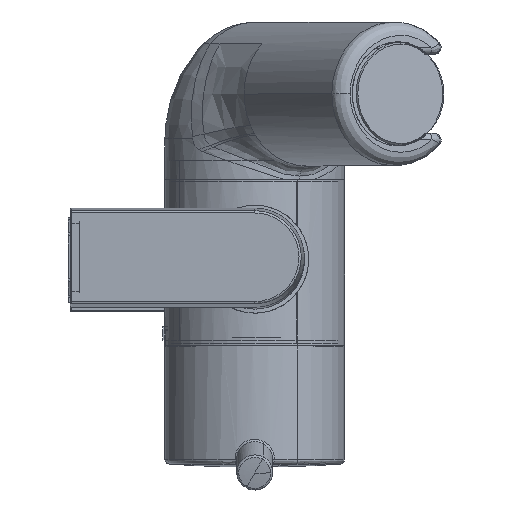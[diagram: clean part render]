
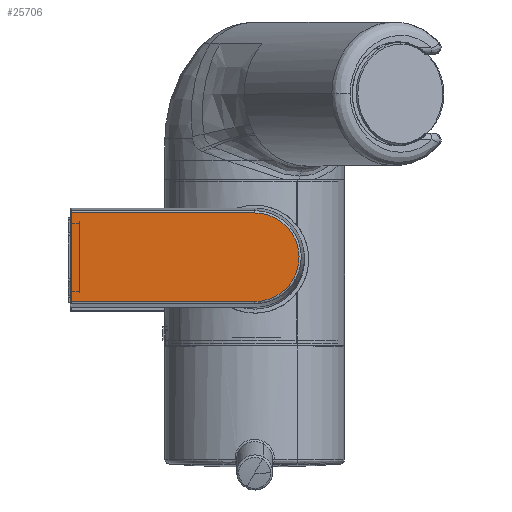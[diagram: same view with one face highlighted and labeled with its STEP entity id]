
A CAD part, top view. The second image highlights one B-rep face of the part: STEP entity #25706.
In plain terms, the highlighted face is planar.
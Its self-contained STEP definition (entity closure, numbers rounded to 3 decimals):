
#24206=CARTESIAN_POINT(' ',(-9.852,50.,-40.7));
#24207=VERTEX_POINT(' ',#24206);
#24306=CARTESIAN_POINT(' ',(-9.852,50.,-40.7));
#24311=DIRECTION(' ',(1.,0.,0.));
#24316=VECTOR(' ',#24311,1.);
#24321=LINE('',#24306,#24316);
#24326=CARTESIAN_POINT(' ',(9.852,50.,-40.7));
#24327=VERTEX_POINT(' ',#24326);
#24331=EDGE_CURVE(' ',#24207,#24327,#24321,.T.);
#25486=CARTESIAN_POINT(' ',(-9.852,50.,0.));
#25487=VERTEX_POINT(' ',#25486);
#25501=CARTESIAN_POINT(' ',(-9.852,50.,0.));
#25506=DIRECTION(' ',(0.,0.,-1.));
#25511=VECTOR(' ',#25506,1.);
#25516=LINE('',#25501,#25511);
#25521=EDGE_CURVE(' ',#25487,#24207,#25516,.T.);
#25551=DIRECTION(' ',(0.,1.,0.));
#25556=CARTESIAN_POINT(' ',(9.852,50.,10.692));
#25561=DIRECTION(' ',(0.,0.,-1.));
#25566=AXIS2_PLACEMENT_3D(' ',#25556,#25551,#25561);
#25571=PLANE('',#25566);
#25576=CARTESIAN_POINT(' ',(0.,50.,-0.001));
#25581=DIRECTION(' ',(-0.,-1.,-0.));
#25586=DIRECTION(' ',(1.,0.,0.));
#25591=AXIS2_PLACEMENT_3D(' ',#25576,#25581,#25586);
#25596=CIRCLE('',#25591,9.852);
#25601=CARTESIAN_POINT(' ',(9.852,50.,0.));
#25602=VERTEX_POINT(' ',#25601);
#25606=CARTESIAN_POINT(' ',(-4.723,50.,8.646));
#25607=VERTEX_POINT(' ',#25606);
#25611=EDGE_CURVE(' ',#25602,#25607,#25596,.T.);
#25616=ORIENTED_EDGE(' ',*,*,#25611,.F.);
#25621=CARTESIAN_POINT(' ',(9.852,50.,0.));
#25626=DIRECTION(' ',(0.,0.,-1.));
#25631=VECTOR(' ',#25626,1.);
#25636=LINE('',#25621,#25631);
#25641=EDGE_CURVE(' ',#25602,#24327,#25636,.T.);
#25646=ORIENTED_EDGE(' ',*,*,#25641,.T.);
#25651=ORIENTED_EDGE(' ',*,*,#24331,.F.);
#25656=ORIENTED_EDGE(' ',*,*,#25521,.F.);
#25661=CARTESIAN_POINT(' ',(0.,50.,0.));
#25666=DIRECTION(' ',(0.,-1.,-0.));
#25671=DIRECTION(' ',(-0.479,0.,0.878));
#25676=AXIS2_PLACEMENT_3D(' ',#25661,#25666,#25671);
#25681=CIRCLE('',#25676,9.852);
#25686=EDGE_CURVE(' ',#25607,#25487,#25681,.T.);
#25691=ORIENTED_EDGE(' ',*,*,#25686,.F.);
#25696=EDGE_LOOP(' ',(#25616,#25646,#25651,#25656,#25691));
#25701=FACE_OUTER_BOUND(' ',#25696,.T.);
#25706=ADVANCED_FACE('',(#25701),#25571,.T.);
